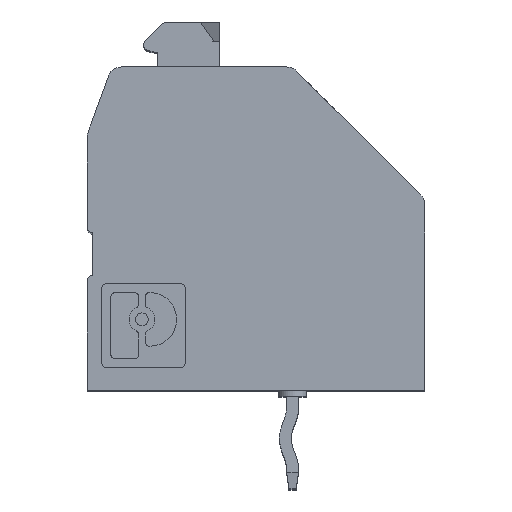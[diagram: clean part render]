
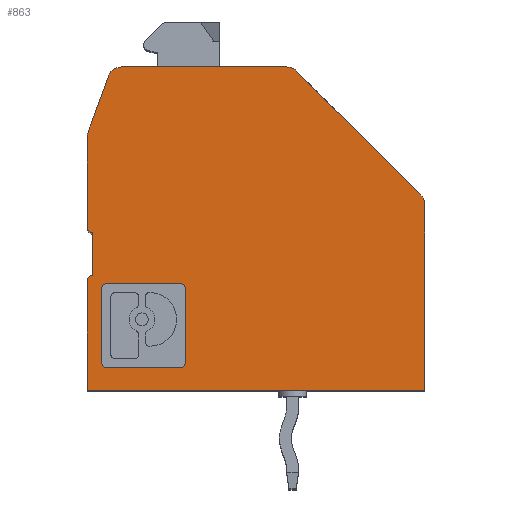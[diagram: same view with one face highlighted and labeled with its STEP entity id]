
A CAD part, top view. The second image highlights one B-rep face of the part: STEP entity #863.
In plain terms, the highlighted planar face has unit normal (0, 0, 1).
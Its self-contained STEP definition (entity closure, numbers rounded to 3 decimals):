
#863=ADVANCED_FACE('',(#2304,#2305),#2306,.T.);
#2304=FACE_OUTER_BOUND('',#4340,.T.);
#2305=FACE_BOUND('',#4341,.T.);
#2306=PLANE('',#4342);
#4340=EDGE_LOOP('',(#6877,#6878,#6879,#6880,#6881,#6882,#6883,#6884,#6885,#6886,#6887,#6888,#6889,#6890));
#4341=EDGE_LOOP('',(#6891,#6892,#6893,#6894,#6895,#6896,#6897,#6898));
#4342=AXIS2_PLACEMENT_3D('',#6899,#6900,#6901);
#6877=ORIENTED_EDGE('',*,*,#12788,.F.);
#6878=ORIENTED_EDGE('',*,*,#12830,.F.);
#6879=ORIENTED_EDGE('',*,*,#12579,.T.);
#6880=ORIENTED_EDGE('',*,*,#12831,.F.);
#6881=ORIENTED_EDGE('',*,*,#12757,.F.);
#6882=ORIENTED_EDGE('',*,*,#12832,.F.);
#6883=ORIENTED_EDGE('',*,*,#12833,.T.);
#6884=ORIENTED_EDGE('',*,*,#12834,.F.);
#6885=ORIENTED_EDGE('',*,*,#12835,.T.);
#6886=ORIENTED_EDGE('',*,*,#12836,.F.);
#6887=ORIENTED_EDGE('',*,*,#12837,.F.);
#6888=ORIENTED_EDGE('',*,*,#12838,.F.);
#6889=ORIENTED_EDGE('',*,*,#12438,.T.);
#6890=ORIENTED_EDGE('',*,*,#12839,.F.);
#6891=ORIENTED_EDGE('',*,*,#12840,.F.);
#6892=ORIENTED_EDGE('',*,*,#12841,.F.);
#6893=ORIENTED_EDGE('',*,*,#12842,.F.);
#6894=ORIENTED_EDGE('',*,*,#12843,.F.);
#6895=ORIENTED_EDGE('',*,*,#12844,.F.);
#6896=ORIENTED_EDGE('',*,*,#12845,.F.);
#6897=ORIENTED_EDGE('',*,*,#12846,.F.);
#6898=ORIENTED_EDGE('',*,*,#12847,.F.);
#6899=CARTESIAN_POINT('',(11.439,0.0,0.0));
#6900=DIRECTION('',(0.0,0.0,1.0));
#6901=DIRECTION('',(1.0,0.0,0.0));
#12438=EDGE_CURVE('',#14968,#14972,#14974,.T.);
#12579=EDGE_CURVE('',#15216,#15220,#15222,.T.);
#12757=EDGE_CURVE('',#15515,#15517,#15518,.T.);
#12788=EDGE_CURVE('',#15568,#15569,#15570,.T.);
#12830=EDGE_CURVE('',#15216,#15568,#15635,.T.);
#12831=EDGE_CURVE('',#15517,#15220,#15636,.T.);
#12832=EDGE_CURVE('',#15637,#15515,#15638,.T.);
#12833=EDGE_CURVE('',#15637,#15639,#15640,.T.);
#12834=EDGE_CURVE('',#15641,#15639,#15642,.T.);
#12835=EDGE_CURVE('',#15641,#15643,#15644,.T.);
#12836=EDGE_CURVE('',#15645,#15643,#15646,.T.);
#12837=EDGE_CURVE('',#15647,#15645,#15648,.T.);
#12838=EDGE_CURVE('',#14968,#15647,#15649,.T.);
#12839=EDGE_CURVE('',#15569,#14972,#15650,.T.);
#12840=EDGE_CURVE('',#15651,#15652,#15653,.T.);
#12841=EDGE_CURVE('',#15654,#15651,#15655,.T.);
#12842=EDGE_CURVE('',#15656,#15654,#15657,.T.);
#12843=EDGE_CURVE('',#15658,#15656,#15659,.T.);
#12844=EDGE_CURVE('',#15660,#15658,#15661,.T.);
#12845=EDGE_CURVE('',#15662,#15660,#15663,.T.);
#12846=EDGE_CURVE('',#15664,#15662,#15665,.T.);
#12847=EDGE_CURVE('',#15652,#15664,#15666,.T.);
#14968=VERTEX_POINT('',#18782);
#14972=VERTEX_POINT('',#18787);
#14974=CIRCLE('',#18790,0.2);
#15216=VERTEX_POINT('',#19417);
#15220=VERTEX_POINT('',#19422);
#15222=CIRCLE('',#19425,0.5);
#15515=VERTEX_POINT('',#19873);
#15517=VERTEX_POINT('',#19876);
#15518=CIRCLE('',#19877,0.5);
#15568=VERTEX_POINT('',#19946);
#15569=VERTEX_POINT('',#19947);
#15570=LINE('',#19948,#19949);
#15635=LINE('',#20045,#20046);
#15636=LINE('',#20047,#20048);
#15637=VERTEX_POINT('',#20049);
#15638=LINE('',#20050,#20051);
#15639=VERTEX_POINT('',#20052);
#15640=CIRCLE('',#20053,0.5);
#15641=VERTEX_POINT('',#20054);
#15642=LINE('',#20055,#20056);
#15643=VERTEX_POINT('',#20057);
#15644=CIRCLE('',#20058,0.5);
#15645=VERTEX_POINT('',#20059);
#15646=LINE('',#20060,#20061);
#15647=VERTEX_POINT('',#20062);
#15648=CIRCLE('',#20063,0.2);
#15649=LINE('',#20064,#20065);
#15650=LINE('',#20066,#20067);
#15651=VERTEX_POINT('',#20068);
#15652=VERTEX_POINT('',#20069);
#15653=CIRCLE('',#20070,0.211);
#15654=VERTEX_POINT('',#20071);
#15655=LINE('',#20072,#20073);
#15656=VERTEX_POINT('',#20074);
#15657=CIRCLE('',#20075,0.211);
#15658=VERTEX_POINT('',#20076);
#15659=LINE('',#20077,#20078);
#15660=VERTEX_POINT('',#20079);
#15661=CIRCLE('',#20080,0.211);
#15662=VERTEX_POINT('',#20081);
#15663=LINE('',#20082,#20083);
#15664=VERTEX_POINT('',#20084);
#15665=CIRCLE('',#20085,0.211);
#15666=LINE('',#20086,#20087);
#18782=CARTESIAN_POINT('',(0.2,4.1,0.0));
#18787=CARTESIAN_POINT('',(0.0,3.9,0.0));
#18790=AXIS2_PLACEMENT_3D('',#26297,#26298,#26299);
#19417=CARTESIAN_POINT('',(12.0,6.593,0.0));
#19422=CARTESIAN_POINT('',(11.854,6.946,0.0));
#19425=AXIS2_PLACEMENT_3D('',#26465,#26466,#26467);
#19873=CARTESIAN_POINT('',(7.093,11.5,0.0));
#19876=CARTESIAN_POINT('',(7.446,11.354,0.0));
#19877=AXIS2_PLACEMENT_3D('',#26663,#26664,#26665);
#19946=CARTESIAN_POINT('',(12.0,0.0,0.0));
#19947=CARTESIAN_POINT('',(0.0,0.0,0.0));
#19948=CARTESIAN_POINT('',(0.0,0.0,0.0));
#19949=VECTOR('',#26703,1.0);
#20045=CARTESIAN_POINT('',(12.0,0.0,0.0));
#20046=VECTOR('',#26735,1.0);
#20047=CARTESIAN_POINT('',(0.0,18.8,0.0));
#20048=VECTOR('',#26736,1.0);
#20049=CARTESIAN_POINT('',(1.224,11.5,0.0));
#20050=CARTESIAN_POINT('',(0.0,11.5,0.0));
#20051=VECTOR('',#26737,1.0);
#20052=CARTESIAN_POINT('',(0.754,11.171,0.0));
#20053=AXIS2_PLACEMENT_3D('',#26738,#26739,#26740);
#20054=CARTESIAN_POINT('',(0.03,9.183,0.0));
#20055=CARTESIAN_POINT('',(-3.312,0.0,0.0));
#20056=VECTOR('',#26741,1.0);
#20057=CARTESIAN_POINT('',(0.0,9.012,0.0));
#20058=AXIS2_PLACEMENT_3D('',#26742,#26743,#26744);
#20059=CARTESIAN_POINT('',(0.0,5.8,0.0));
#20060=CARTESIAN_POINT('',(0.0,0.0,0.0));
#20061=VECTOR('',#26745,1.0);
#20062=CARTESIAN_POINT('',(0.2,5.6,0.0));
#20063=AXIS2_PLACEMENT_3D('',#26746,#26747,#26748);
#20064=CARTESIAN_POINT('',(0.2,0.0,0.0));
#20065=VECTOR('',#26749,1.0);
#20066=CARTESIAN_POINT('',(0.0,0.0,0.0));
#20067=VECTOR('',#26750,1.0);
#20068=CARTESIAN_POINT('',(0.5,1.011,0.0));
#20069=CARTESIAN_POINT('',(0.711,0.8,0.0));
#20070=AXIS2_PLACEMENT_3D('',#26751,#26752,#26753);
#20071=CARTESIAN_POINT('',(0.5,3.589,0.0));
#20072=CARTESIAN_POINT('',(0.5,0.0,0.0));
#20073=VECTOR('',#26754,1.0);
#20074=CARTESIAN_POINT('',(0.711,3.8,0.0));
#20075=AXIS2_PLACEMENT_3D('',#26755,#26756,#26757);
#20076=CARTESIAN_POINT('',(3.289,3.8,0.0));
#20077=CARTESIAN_POINT('',(0.0,3.8,0.0));
#20078=VECTOR('',#26758,1.0);
#20079=CARTESIAN_POINT('',(3.5,3.589,0.0));
#20080=AXIS2_PLACEMENT_3D('',#26759,#26760,#26761);
#20081=CARTESIAN_POINT('',(3.5,1.011,0.0));
#20082=CARTESIAN_POINT('',(3.5,0.0,0.0));
#20083=VECTOR('',#26762,1.0);
#20084=CARTESIAN_POINT('',(3.289,0.8,0.0));
#20085=AXIS2_PLACEMENT_3D('',#26763,#26764,#26765);
#20086=CARTESIAN_POINT('',(0.0,0.8,0.0));
#20087=VECTOR('',#26766,1.0);
#26297=CARTESIAN_POINT('',(0.2,3.9,0.0));
#26298=DIRECTION('',(0.0,0.0,1.0));
#26299=DIRECTION('',(1.0,0.0,0.0));
#26465=CARTESIAN_POINT('',(11.5,6.593,0.0));
#26466=DIRECTION('',(0.0,0.0,1.0));
#26467=DIRECTION('',(1.0,0.0,0.0));
#26663=CARTESIAN_POINT('',(7.093,11.0,0.0));
#26664=DIRECTION('',(0.0,0.0,-1.0));
#26665=DIRECTION('',(-1.0,0.0,0.0));
#26703=DIRECTION('',(-1.0,0.0,0.0));
#26735=DIRECTION('',(0.0,-1.0,0.0));
#26736=DIRECTION('',(0.707,-0.707,0.0));
#26737=DIRECTION('',(1.0,0.0,0.0));
#26738=CARTESIAN_POINT('',(1.224,11.0,0.0));
#26739=DIRECTION('',(0.0,0.0,1.0));
#26740=DIRECTION('',(1.0,0.0,0.0));
#26741=DIRECTION('',(0.342,0.94,0.0));
#26742=CARTESIAN_POINT('',(0.5,9.012,0.0));
#26743=DIRECTION('',(0.0,0.0,1.0));
#26744=DIRECTION('',(1.0,0.0,0.0));
#26745=DIRECTION('',(0.0,1.0,0.0));
#26746=CARTESIAN_POINT('',(0.2,5.8,0.0));
#26747=DIRECTION('',(0.0,0.0,-1.0));
#26748=DIRECTION('',(-1.0,0.0,0.0));
#26749=DIRECTION('',(0.0,1.0,0.0));
#26750=DIRECTION('',(0.0,1.0,0.0));
#26751=CARTESIAN_POINT('',(0.711,1.011,0.0));
#26752=DIRECTION('',(0.0,0.0,1.0));
#26753=DIRECTION('',(1.0,0.0,0.0));
#26754=DIRECTION('',(0.0,-1.0,0.0));
#26755=CARTESIAN_POINT('',(0.711,3.589,0.0));
#26756=DIRECTION('',(0.0,0.0,1.0));
#26757=DIRECTION('',(1.0,0.0,0.0));
#26758=DIRECTION('',(-1.0,0.0,0.0));
#26759=CARTESIAN_POINT('',(3.289,3.589,0.0));
#26760=DIRECTION('',(0.0,0.0,1.0));
#26761=DIRECTION('',(1.0,0.0,0.0));
#26762=DIRECTION('',(0.0,1.0,0.0));
#26763=CARTESIAN_POINT('',(3.289,1.011,0.0));
#26764=DIRECTION('',(0.0,0.0,1.0));
#26765=DIRECTION('',(1.0,0.0,0.0));
#26766=DIRECTION('',(1.0,0.0,0.0));
